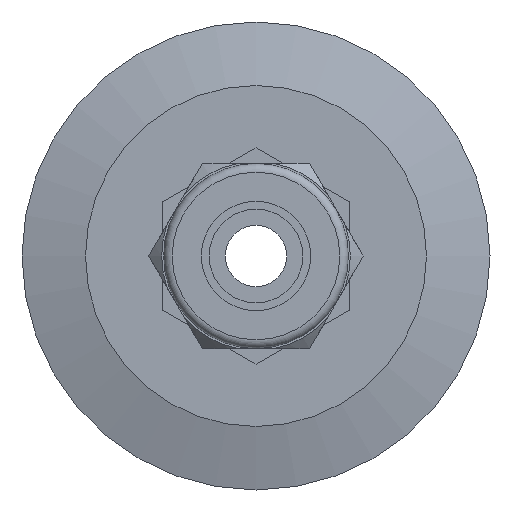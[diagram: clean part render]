
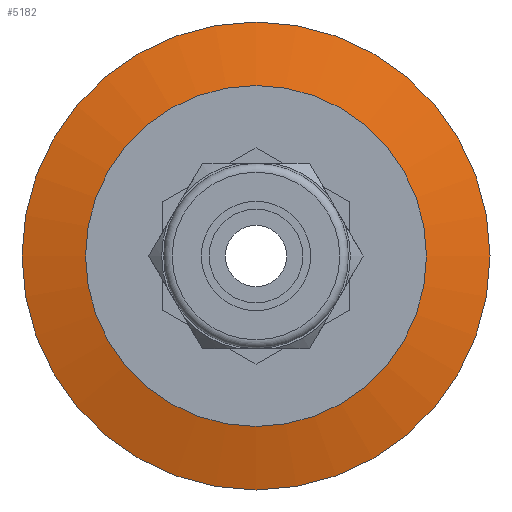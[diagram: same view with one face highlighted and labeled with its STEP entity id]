
A CAD part, left-side view. The second image highlights one B-rep face of the part: STEP entity #5182.
In plain terms, the highlighted conical face has half-angle 75 degrees and reference radius 27.5 mm.
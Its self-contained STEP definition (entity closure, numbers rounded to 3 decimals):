
#36 = AXIS2_PLACEMENT_3D ( 'NONE', #7228, #8630, #8688 ) ;
#66 = DIRECTION ( 'NONE',  ( 0., 0., -1. ) ) ;
#363 = FACE_OUTER_BOUND ( 'NONE', #7256, .T. ) ;
#931 = DIRECTION ( 'NONE',  ( 0., 0., -1. ) ) ;
#1664 = CARTESIAN_POINT ( 'NONE',  ( -8.7, 0., 0. ) ) ;
#2863 = CARTESIAN_POINT ( 'NONE',  ( -6.7, 0., 0. ) ) ;
#3968 = VERTEX_POINT ( 'NONE', #5202 ) ;
#4276 = DIRECTION ( 'NONE',  ( 1., 0., 0. ) ) ;
#4642 = CIRCLE ( 'NONE', #6228, 27.5 ) ;
#5182 = ADVANCED_FACE ( 'NONE', ( #5246, #363 ), #8994, .T. ) ;
#5202 = CARTESIAN_POINT ( 'NONE',  ( -6.7, 0., -27.5 ) ) ;
#5246 = FACE_BOUND ( 'NONE', #7938, .T. ) ;
#5967 = DIRECTION ( 'NONE',  ( 1., 0., 0. ) ) ;
#6228 = AXIS2_PLACEMENT_3D ( 'NONE', #2863, #4276, #66 ) ;
#6805 = ORIENTED_EDGE ( 'NONE', *, *, #8428, .F. ) ;
#7150 = CIRCLE ( 'NONE', #8796, 20.036 ) ;
#7228 = CARTESIAN_POINT ( 'NONE',  ( -6.7, 0., 0. ) ) ;
#7256 = EDGE_LOOP ( 'NONE', ( #6805 ) ) ;
#7938 = EDGE_LOOP ( 'NONE', ( #8115 ) ) ;
#7965 = VERTEX_POINT ( 'NONE', #8801 ) ;
#8115 = ORIENTED_EDGE ( 'NONE', *, *, #9357, .T. ) ;
#8428 = EDGE_CURVE ( 'NONE', #3968, #3968, #4642, .T. ) ;
#8630 = DIRECTION ( 'NONE',  ( 1., 0., 0. ) ) ;
#8688 = DIRECTION ( 'NONE',  ( 0., 0., -1. ) ) ;
#8796 = AXIS2_PLACEMENT_3D ( 'NONE', #1664, #5967, #931 ) ;
#8801 = CARTESIAN_POINT ( 'NONE',  ( -8.7, 0., -20.036 ) ) ;
#8994 = CONICAL_SURFACE ( 'NONE', #36, 27.5, 1.309 ) ;
#9357 = EDGE_CURVE ( 'NONE', #7965, #7965, #7150, .T. ) ;
